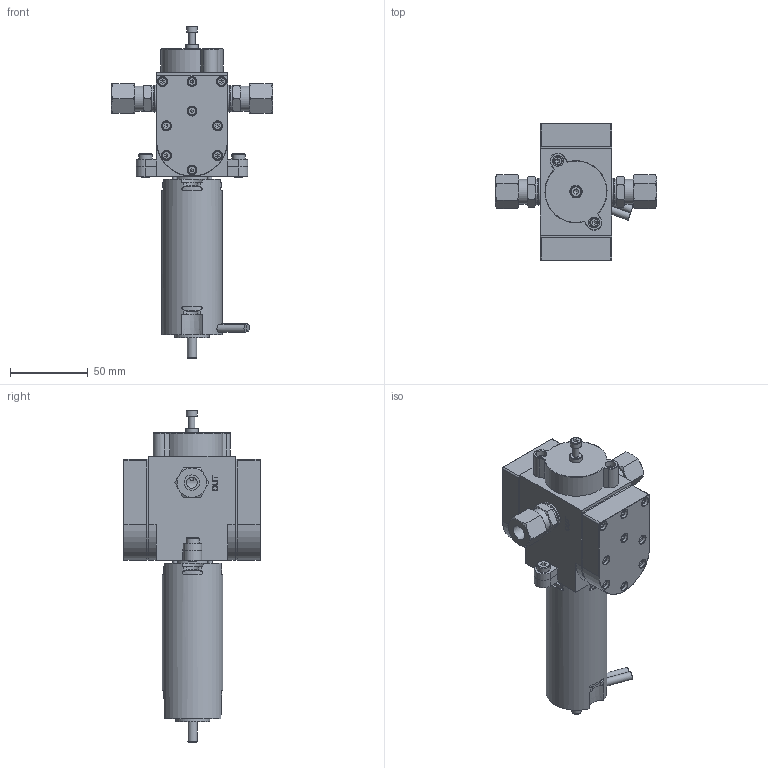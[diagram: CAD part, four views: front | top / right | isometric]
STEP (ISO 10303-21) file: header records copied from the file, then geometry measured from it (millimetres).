
FILE_DESCRIPTION(/* description */ (''),/* implementation_level */ '2;1');
FILE_NAME(/* name */ 'Water pump.stp',/* time_stamp */ '2018-06-25T00:09:05+07:00',/* author */ ('hihesa'),/* organization */ (''),/* preprocessor_version */ 'ST-DEVELOPER v15.6',/* originating_system */ 'Autodesk Inventor 2015',/* authorisation */ '');
FILE_SCHEMA (('AUTOMOTIVE_DESIGN { 1 0 10303 214 3 1 1 }'));
Products named in the file (34): 1_25_037_203; Flange; Pump Body; Rotor; Shaft; Silicon Rubber; Outside Ring; Outsine cover diaphragm; Check valve housing; Valve; Valve lock; Spring; Seal; Check valve; ByPass Membrane; Regulator guide shaft; Regulator clamp shaft; Bypass reg house; Filter; Niple; Spring 2; Pillow; DIN 912 - M3 x 0,5 x 16 x 14,75; DIN 912 - M4 x 0,7 x 16 x 14,25; DIN 439 - M4 x 0,7; Ne52; Inside ring; DIN 125 - A 4,3; DIN 128 - A4; DIN 7984 - M3 x 5; DIN 7984 - M3 x 20; DIN 7984 - M3 x 6; DIN 7984 - M5 x 12; Water pump
Bounding box: 103.74 x 88.22 x 213.8 mm (x, y, z)
Volume: 335705.3 mm3; surface area: 144967.2 mm2
Topology: 85 solids, 85 shells, 2434 faces, 6072 edges, 3934 vertices
Faces by surface type: plane 1642, cylinder 522, cone 142, torus 103, bspline 25
Full cylindrical faces by diameter (mm): 2.387 x2, 2.5 x6, 3 x78, 3.242 x3, 3.5 x18, 4 x20, 4.105 x4, 4.2 x1, 4.3 x2, 5 x8, 5.5 x24, 6 x24, 6.5 x4, 7 x7, 8 x6, 8.5 x2, 9 x2, 10 x17, 11 x2, 12 x31, 13.157 x2, 14 x21, 16 x3, 16.7 x2, 17.5 x3, 21.5 x1, 22 x3, 24 x4, 25.5 x1, 26 x2
Entity records: 57024 total; most frequent: CARTESIAN_POINT 15211, DIRECTION 8269, ORIENTED_EDGE 8164, EDGE_CURVE 4082, LINE 2931, VECTOR 2931, VERTEX_POINT 2794, AXIS2_PLACEMENT_3D 2669
